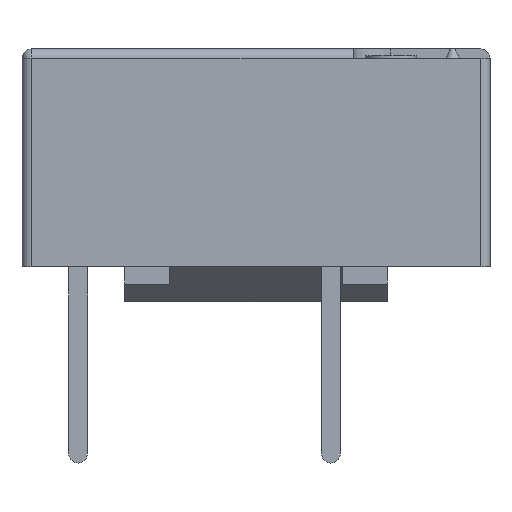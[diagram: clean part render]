
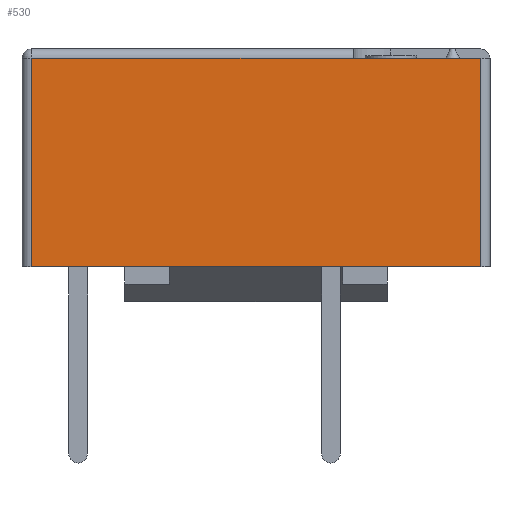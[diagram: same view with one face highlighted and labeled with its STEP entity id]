
A CAD part, front view. The second image highlights one B-rep face of the part: STEP entity #530.
In plain terms, the highlighted planar face has unit normal (0, -1, 0).
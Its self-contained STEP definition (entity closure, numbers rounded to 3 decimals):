
#530=ADVANCED_FACE('',(#13882),#13884,.T.);
#13882=FACE_BOUND('',#13883,.T.);
#13883=EDGE_LOOP('',(#24364,#24365,#24366,#24367,#24368));
#13884=PLANE('',#13885);
#13885=AXIS2_PLACEMENT_3D('',#13886,#13887,#13888);
#13886=CARTESIAN_POINT('',(-5.,-3.,1.));
#13887=DIRECTION('',(0.,-1.,0.));
#13888=DIRECTION('',(1.,0.,0.));
#24364=ORIENTED_EDGE('',*,*,#32743,.T.);
#24365=ORIENTED_EDGE('',*,*,#32744,.F.);
#24366=ORIENTED_EDGE('',*,*,#32745,.F.);
#24367=ORIENTED_EDGE('',*,*,#32702,.T.);
#24368=ORIENTED_EDGE('',*,*,#32742,.T.);
#32702=EDGE_CURVE('',#37026,#37024,#37027,.T.);
#32742=EDGE_CURVE('',#37024,#37085,#37087,.T.);
#32743=EDGE_CURVE('',#37085,#37088,#37089,.T.);
#32744=EDGE_CURVE('',#37090,#37088,#37091,.T.);
#32745=EDGE_CURVE('',#37026,#37090,#37092,.T.);
#37024=VERTEX_POINT('',#44344);
#37026=VERTEX_POINT('',#44349);
#37027=LINE('',#44350,#44351);
#37085=VERTEX_POINT('',#44493);
#37087=LINE('',#44498,#44499);
#37088=VERTEX_POINT('',#44501);
#37089=LINE('',#44502,#44503);
#37090=VERTEX_POINT('',#44505);
#37091=LINE('',#44506,#44507);
#37092=LINE('',#44509,#44510);
#44344=CARTESIAN_POINT('',(4.8,-3.,1.));
#44349=CARTESIAN_POINT('',(-4.8,-3.,1.));
#44350=CARTESIAN_POINT('',(-4.8,-3.,1.));
#44351=VECTOR('',#44352,1.);
#44352=DIRECTION('',(1.,0.,0.));
#44493=CARTESIAN_POINT('',(4.8,-3.,5.45));
#44498=CARTESIAN_POINT('',(4.8,-3.,1.));
#44499=VECTOR('',#44500,1.);
#44500=DIRECTION('',(0.,0.,1.));
#44501=CARTESIAN_POINT('',(2.08,-3.,5.45));
#44502=CARTESIAN_POINT('',(4.8,-3.,5.45));
#44503=VECTOR('',#44504,1.);
#44504=DIRECTION('',(-1.,0.,0.));
#44505=CARTESIAN_POINT('',(-4.8,-3.,5.45));
#44506=CARTESIAN_POINT('',(-4.8,-3.,5.45));
#44507=VECTOR('',#44508,1.);
#44508=DIRECTION('',(1.,0.,0.));
#44509=CARTESIAN_POINT('',(-4.8,-3.,1.));
#44510=VECTOR('',#44511,1.);
#44511=DIRECTION('',(0.,0.,1.));
